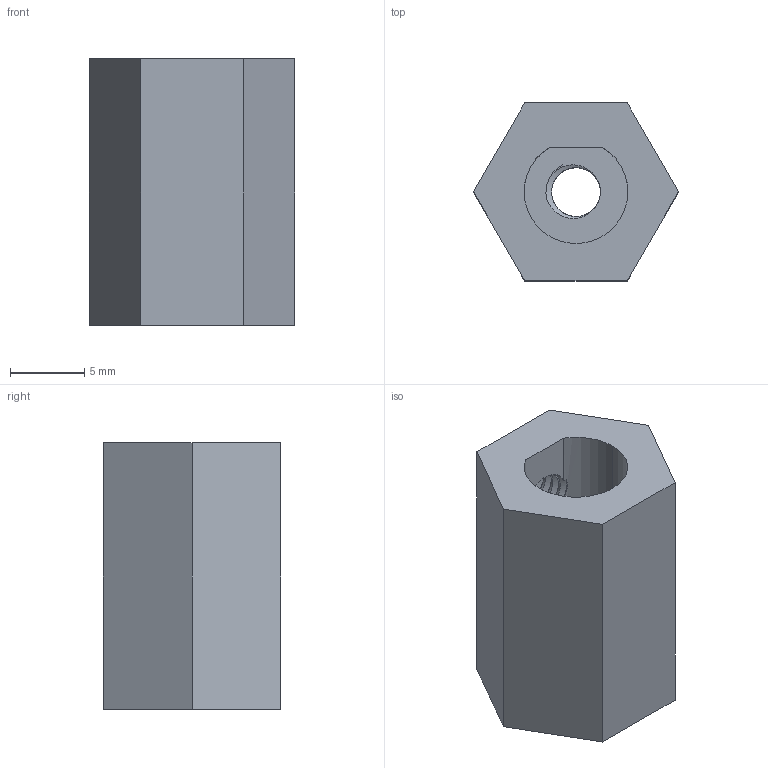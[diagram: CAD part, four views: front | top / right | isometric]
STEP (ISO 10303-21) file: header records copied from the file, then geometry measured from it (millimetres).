
FILE_DESCRIPTION (( 'STEP AP214' ), '1' );
FILE_NAME ('axe de roue modelisme.STEP', '2023-05-03T14:01:49', ( '' ), ( '' ), 'SwSTEP 2.0', 'SolidWorks 2023', '' );
FILE_SCHEMA (( 'AUTOMOTIVE_DESIGN' ));
Length unit declared in the file: millimetre
Products named in the file (1): axe de roue modelisme
Bounding box: 13.86 x 12 x 18 mm (x, y, z)
Volume: 1757.6 mm3; surface area: 1379.2 mm2
Topology: 1 solids, 1 shells, 55 faces, 159 edges, 106 vertices
Faces by surface type: cylinder 38, plane 10, bspline 7
Entity records: 6445 total; most frequent: CARTESIAN_POINT 5191, ORIENTED_EDGE 318, DIRECTION 182, EDGE_CURVE 159, VERTEX_POINT 106, AXIS2_PLACEMENT_3D 62, EDGE_LOOP 59, VECTOR 58
